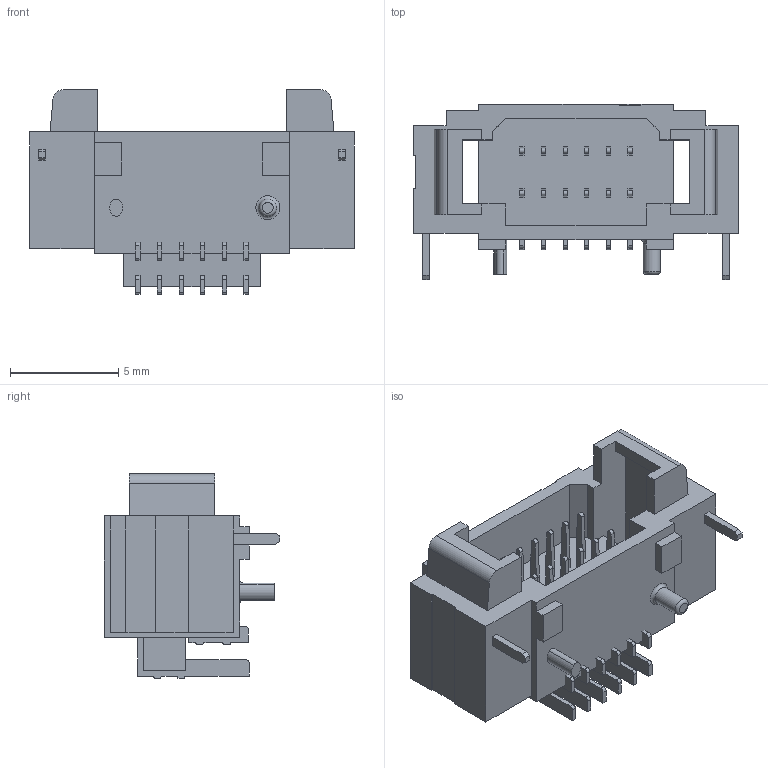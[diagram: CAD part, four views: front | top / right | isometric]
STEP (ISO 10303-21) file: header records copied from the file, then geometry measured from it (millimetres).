
FILE_DESCRIPTION( ( 'STEP AP214' ), '1' );
FILE_NAME( 'T1M-06-GF-DH.stp', '2022-06-15T19:09:52', ( 'License CC BY-ND 4.0' ), ( 'CADENAS' ), ' ', 'PARTsolutions', ' ' );
FILE_SCHEMA( ( 'AUTOMOTIVE_DESIGN { 1 0 10303 214 1 1 1 1 }' ) );
Length unit declared in the file: millimetre
Products named in the file (3): T1M-06-GF-DH; _T1T1M-06-T-DH; _P2T1M-06-T-DH
Assembly tree (2 placements, depth 2):
  T1M-06-GF-DH
    _T1T1M-06-T-DH
    _P2T1M-06-T-DH
Bounding box: 15 x 8.1 x 9.45 mm (x, y, z)
Volume: 373.9 mm3; surface area: 856.9 mm2
Topology: 2 solids, 2 shells, 366 faces, 1048 edges, 698 vertices
Faces by surface type: plane 285, cylinder 79, torus 2
Full cylindrical faces by diameter (mm): 0.8 x1
Entity records: 14831 total; most frequent: CARTESIAN_POINT 2112, ORIENTED_EDGE 2090, DIRECTION 1943, EDGE_CURVE 1045, LINE 885, VECTOR 885, VERTEX_POINT 698, AXIS2_PLACEMENT_3D 529
